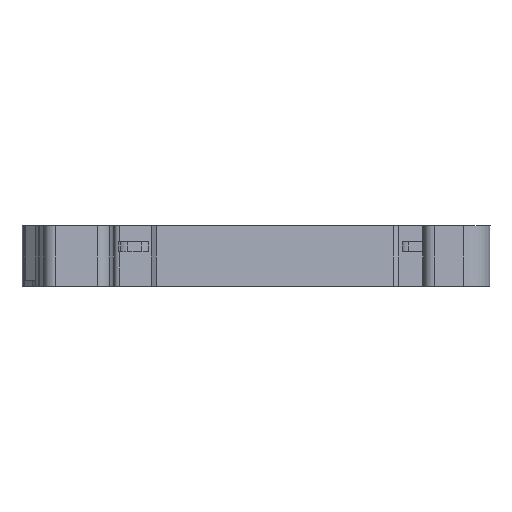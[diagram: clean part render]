
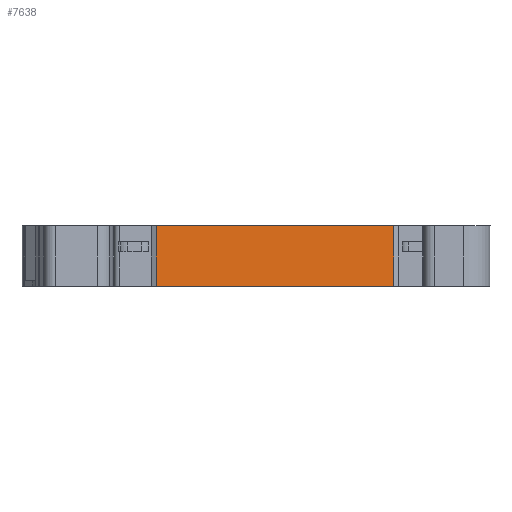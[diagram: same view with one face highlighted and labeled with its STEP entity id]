
A CAD part, front view. The second image highlights one B-rep face of the part: STEP entity #7638.
In plain terms, the highlighted planar face has unit normal (0.122, -0.993, 0).
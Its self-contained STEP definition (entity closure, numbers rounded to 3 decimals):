
#810=DIRECTION('',(-0.993,-0.122,0.));
#811=VECTOR('',#810,24.1);
#812=CARTESIAN_POINT('',(44.369,-5.25,0.35));
#813=LINE('',#812,#811);
#1269=DIRECTION('',(0.,0.,-1.));
#1270=VECTOR('',#1269,6.15);
#1271=CARTESIAN_POINT('',(44.369,-5.25,
0.35));
#1272=LINE('',#1271,#1270);
#1273=DIRECTION('',(-0.993,-0.122,0.));
#1274=VECTOR('',#1273,24.1);
#1275=CARTESIAN_POINT('',(44.369,-5.25,
-5.8));
#1276=LINE('',#1275,#1274);
#1277=DIRECTION('',(0.,0.,-1.));
#1278=VECTOR('',#1277,6.15);
#1279=CARTESIAN_POINT('',(20.449,-8.187,
0.35));
#1280=LINE('',#1279,#1278);
#5172=CARTESIAN_POINT('',(20.449,-8.187,
-5.8));
#5173=VERTEX_POINT('',#5172);
#5174=CARTESIAN_POINT('',(44.369,-5.25,
-5.8));
#5175=VERTEX_POINT('',#5174);
#5955=CARTESIAN_POINT('',(44.369,-5.25,
0.35));
#5956=CARTESIAN_POINT('',(20.449,-8.187,
0.35));
#5957=VERTEX_POINT('',#5955);
#5958=VERTEX_POINT('',#5956);
#7625=CARTESIAN_POINT('',(41.789,-5.567,
0.35));
#7626=DIRECTION('',(-0.122,0.993,0.));
#7627=DIRECTION('',(0.,0.,-1.));
#7628=AXIS2_PLACEMENT_3D('',#7625,#7626,#7627);
#7629=PLANE('',#7628);
#7631=ORIENTED_EDGE('',*,*,#7630,.F.);
#7632=ORIENTED_EDGE('',*,*,#7380,.F.);
#7634=ORIENTED_EDGE('',*,*,#7633,.T.);
#7635=ORIENTED_EDGE('',*,*,#7285,.T.);
#7636=EDGE_LOOP('',(#7631,#7632,#7634,#7635));
#7637=FACE_OUTER_BOUND('',#7636,.F.);
#7285=EDGE_CURVE('',#5175,#5173,#1276,.T.);
#7380=EDGE_CURVE('',#5957,#5958,#813,.T.);
#7630=EDGE_CURVE('',#5958,#5173,#1280,.T.);
#7633=EDGE_CURVE('',#5957,#5175,#1272,.T.);
#7638=ADVANCED_FACE('',(#7637),#7629,.F.);
